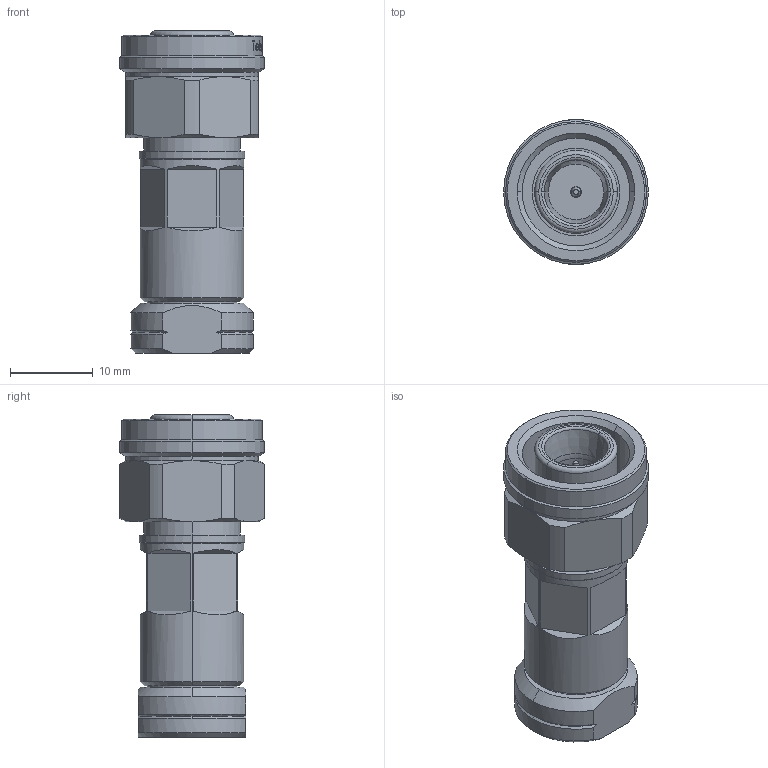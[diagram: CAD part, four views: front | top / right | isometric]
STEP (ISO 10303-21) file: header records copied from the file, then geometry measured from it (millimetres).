
FILE_DESCRIPTION (( 'STEP AP214' ), '1' );
FILE_NAME ('J01460A0011.STEP', '2021-03-05T06:58:29', ( '' ), ( '' ), 'SwSTEP 2.0', 'SolidWorks 2020', '' );
FILE_SCHEMA (( 'AUTOMOTIVE_DESIGN' ));
Length unit declared in the file: millimetre
Products named in the file (1): J01460A0011
Bounding box: 17.5 x 17.5 x 38.9 mm (x, y, z)
Volume: 5348.4 mm3; surface area: 3060.9 mm2
Topology: 1 solids, 1 shells, 286 faces, 707 edges, 455 vertices
Faces by surface type: plane 96, bspline 83, cylinder 58, cone 39, torus 10
Entity records: 17089 total; most frequent: CARTESIAN_POINT 7923, ORIENTED_EDGE 1414, DIRECTION 979, EDGE_CURVE 707, VERTEX_POINT 455, AXIS2_PLACEMENT_3D 389, EDGE_LOOP 318, B_SPLINE_CURVE_WITH_KNOTS 309
